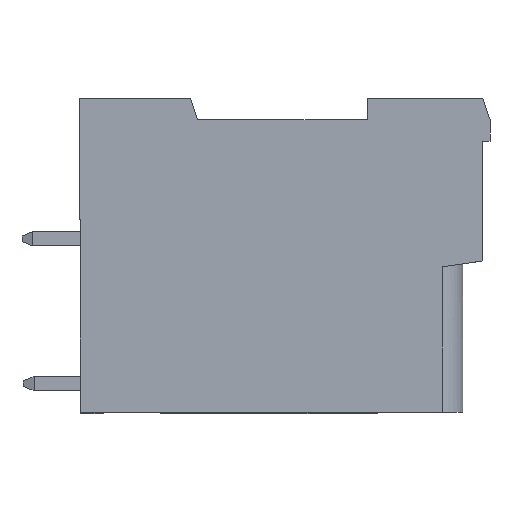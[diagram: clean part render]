
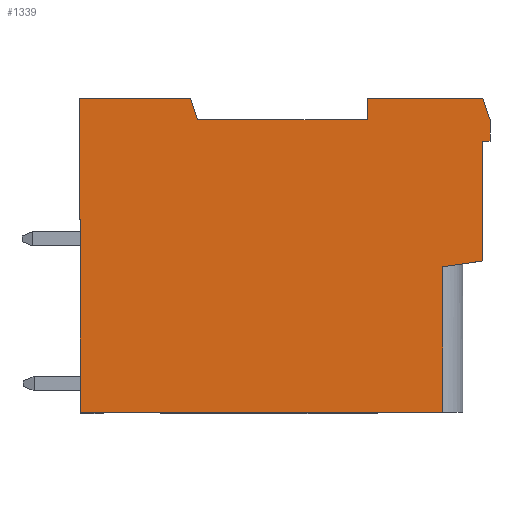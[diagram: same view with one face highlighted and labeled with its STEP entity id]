
A CAD part, left-side view. The second image highlights one B-rep face of the part: STEP entity #1339.
In plain terms, the highlighted planar face has unit normal (-1, 0, 0).
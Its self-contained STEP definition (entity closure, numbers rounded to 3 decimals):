
#1339 = ADVANCED_FACE( '', ( #2927 ), #2928, .T. );
#2927 = FACE_OUTER_BOUND( '', #4829, .T. );
#2928 = PLANE( '', #4830 );
#4829 = EDGE_LOOP( '', ( #8401, #8402, #8403, #8404, #8405, #8406, #8407, #8408, #8409, #8410, #8411, #8412, #8413, #8414, #8415 ) );
#4830 = AXIS2_PLACEMENT_3D( '', #8416, #8417, #8418 );
#8401 = ORIENTED_EDGE( '', *, *, #12732, .T. );
#8402 = ORIENTED_EDGE( '', *, *, #12933, .T. );
#8403 = ORIENTED_EDGE( '', *, *, #12934, .T. );
#8404 = ORIENTED_EDGE( '', *, *, #12354, .T. );
#8405 = ORIENTED_EDGE( '', *, *, #12164, .T. );
#8406 = ORIENTED_EDGE( '', *, *, #12913, .T. );
#8407 = ORIENTED_EDGE( '', *, *, #12935, .F. );
#8408 = ORIENTED_EDGE( '', *, *, #11592, .T. );
#8409 = ORIENTED_EDGE( '', *, *, #12936, .T. );
#8410 = ORIENTED_EDGE( '', *, *, #12937, .T. );
#8411 = ORIENTED_EDGE( '', *, *, #11869, .T. );
#8412 = ORIENTED_EDGE( '', *, *, #12502, .T. );
#8413 = ORIENTED_EDGE( '', *, *, #12938, .T. );
#8414 = ORIENTED_EDGE( '', *, *, #12939, .T. );
#8415 = ORIENTED_EDGE( '', *, *, #12940, .T. );
#8416 = CARTESIAN_POINT( '', ( -15.24, 0., 0. ) );
#8417 = DIRECTION( '', ( -1., 0., 0. ) );
#8418 = DIRECTION( '', ( 0., 0., 1. ) );
#11592 = EDGE_CURVE( '', #13869, #13867, #13870, .T. );
#11869 = EDGE_CURVE( '', #14357, #14355, #14358, .T. );
#12164 = EDGE_CURVE( '', #14863, #14861, #14864, .T. );
#12354 = EDGE_CURVE( '', #15167, #14863, #15168, .F. );
#12502 = EDGE_CURVE( '', #14355, #15404, #15405, .T. );
#12732 = EDGE_CURVE( '', #15766, #15764, #15767, .T. );
#12913 = EDGE_CURVE( '', #14861, #16038, #16039, .T. );
#12933 = EDGE_CURVE( '', #15764, #16067, #16068, .T. );
#12934 = EDGE_CURVE( '', #16067, #15167, #16069, .T. );
#12935 = EDGE_CURVE( '', #13869, #16038, #16070, .T. );
#12936 = EDGE_CURVE( '', #13867, #16071, #16072, .T. );
#12937 = EDGE_CURVE( '', #16071, #14357, #16073, .T. );
#12938 = EDGE_CURVE( '', #15404, #16074, #16075, .T. );
#12939 = EDGE_CURVE( '', #16074, #16076, #16077, .T. );
#12940 = EDGE_CURVE( '', #16076, #15766, #16078, .F. );
#13867 = VERTEX_POINT( '', #17223 );
#13869 = VERTEX_POINT( '', #17226 );
#13870 = LINE( '', #17227, #17228 );
#14355 = VERTEX_POINT( '', #17972 );
#14357 = VERTEX_POINT( '', #17975 );
#14358 = LINE( '', #17976, #17977 );
#14861 = VERTEX_POINT( '', #18744 );
#14863 = VERTEX_POINT( '', #18747 );
#14864 = LINE( '', #18748, #18749 );
#15167 = VERTEX_POINT( '', #19192 );
#15168 = LINE( '', #19193, #19194 );
#15404 = VERTEX_POINT( '', #19532 );
#15405 = LINE( '', #19533, #19534 );
#15764 = VERTEX_POINT( '', #20148 );
#15766 = VERTEX_POINT( '', #20151 );
#15767 = LINE( '', #20152, #20153 );
#16038 = VERTEX_POINT( '', #20549 );
#16039 = LINE( '', #20550, #20551 );
#16067 = VERTEX_POINT( '', #20592 );
#16068 = LINE( '', #20593, #20594 );
#16069 = LINE( '', #20595, #20596 );
#16070 = LINE( '', #20597, #20598 );
#16071 = VERTEX_POINT( '', #20599 );
#16072 = LINE( '', #20600, #20601 );
#16073 = LINE( '', #20602, #20603 );
#16074 = VERTEX_POINT( '', #20604 );
#16075 = LINE( '', #20605, #20606 );
#16076 = VERTEX_POINT( '', #20607 );
#16077 = LINE( '', #20608, #20609 );
#16078 = LINE( '', #20610, #20611 );
#17223 = CARTESIAN_POINT( '', ( -15.24, 14.15, -11. ) );
#17226 = CARTESIAN_POINT( '', ( -15.24, 14.15, 2.5 ) );
#17227 = CARTESIAN_POINT( '', ( -15.24, 14.15, 2.5 ) );
#17228 = VECTOR( '', #22212, 1000. );
#17972 = CARTESIAN_POINT( '', ( -15.24, -14.05, -0.4 ) );
#17975 = CARTESIAN_POINT( '', ( -15.24, -11.25, -0.8 ) );
#17976 = CARTESIAN_POINT( '', ( -15.24, -11.25, -0.8 ) );
#17977 = VECTOR( '', #22446, 1000. );
#18744 = CARTESIAN_POINT( '', ( -15.24, 14.25, 11. ) );
#18747 = CARTESIAN_POINT( '', ( -15.24, 6.45, 11. ) );
#18748 = CARTESIAN_POINT( '', ( -15.24, 5.95, 11. ) );
#18749 = VECTOR( '', #22724, 1000. );
#19192 = CARTESIAN_POINT( '', ( -15.24, 5.95, 9.5 ) );
#19193 = CARTESIAN_POINT( '', ( -15.24, 2.505, -0.835 ) );
#19194 = VECTOR( '', #22892, 1000. );
#19532 = CARTESIAN_POINT( '', ( -15.24, -14.05, 8. ) );
#19533 = CARTESIAN_POINT( '', ( -15.24, -14.05, 8. ) );
#19534 = VECTOR( '', #23046, 1000. );
#20148 = CARTESIAN_POINT( '', ( -15.24, -5.95, 11. ) );
#20151 = CARTESIAN_POINT( '', ( -15.24, -14.05, 11. ) );
#20152 = CARTESIAN_POINT( '', ( -15.24, -14.55, 11. ) );
#20153 = VECTOR( '', #23249, 1000. );
#20549 = CARTESIAN_POINT( '', ( -15.24, 14.25, 2.5 ) );
#20550 = CARTESIAN_POINT( '', ( -15.24, 14.25, 11. ) );
#20551 = VECTOR( '', #23408, 1000. );
#20592 = CARTESIAN_POINT( '', ( -15.24, -5.95, 9.5 ) );
#20593 = CARTESIAN_POINT( '', ( -15.24, -5.95, 11. ) );
#20594 = VECTOR( '', #23428, 1000. );
#20595 = CARTESIAN_POINT( '', ( -15.24, -5.95, 9.5 ) );
#20596 = VECTOR( '', #23429, 1000. );
#20597 = CARTESIAN_POINT( '', ( -15.24, 14.15, 2.5 ) );
#20598 = VECTOR( '', #23430, 1000. );
#20599 = CARTESIAN_POINT( '', ( -15.24, -11.25, -11. ) );
#20600 = CARTESIAN_POINT( '', ( -15.24, 14.25, -11. ) );
#20601 = VECTOR( '', #23431, 1000. );
#20602 = CARTESIAN_POINT( '', ( -15.24, -11.25, -11. ) );
#20603 = VECTOR( '', #23432, 1000. );
#20604 = CARTESIAN_POINT( '', ( -15.24, -14.55, 8. ) );
#20605 = CARTESIAN_POINT( '', ( -15.24, -14.55, 8. ) );
#20606 = VECTOR( '', #23433, 1000. );
#20607 = CARTESIAN_POINT( '', ( -15.24, -14.55, 9.5 ) );
#20608 = CARTESIAN_POINT( '', ( -15.24, -14.55, 8. ) );
#20609 = VECTOR( '', #23434, 1000. );
#20610 = CARTESIAN_POINT( '', ( -15.24, -15.945, 5.315 ) );
#20611 = VECTOR( '', #23435, 1000. );
#22212 = DIRECTION( '', ( 0., 0., -1. ) );
#22446 = DIRECTION( '', ( 0., -0.99, 0.141 ) );
#22724 = DIRECTION( '', ( 0., 1., 0. ) );
#22892 = DIRECTION( '', ( 0., -0.316, -0.949 ) );
#23046 = DIRECTION( '', ( 0., 0., 1. ) );
#23249 = DIRECTION( '', ( 0., 1., 0. ) );
#23408 = DIRECTION( '', ( 0., 0., -1. ) );
#23428 = DIRECTION( '', ( 0., 0., -1. ) );
#23429 = DIRECTION( '', ( 0., 1., 0. ) );
#23430 = DIRECTION( '', ( 0., 1., 0. ) );
#23431 = DIRECTION( '', ( 0., -1., 0. ) );
#23432 = DIRECTION( '', ( 0., 0., 1. ) );
#23433 = DIRECTION( '', ( 0., -1., 0. ) );
#23434 = DIRECTION( '', ( 0., 0., 1. ) );
#23435 = DIRECTION( '', ( 0., -0.316, -0.949 ) );
